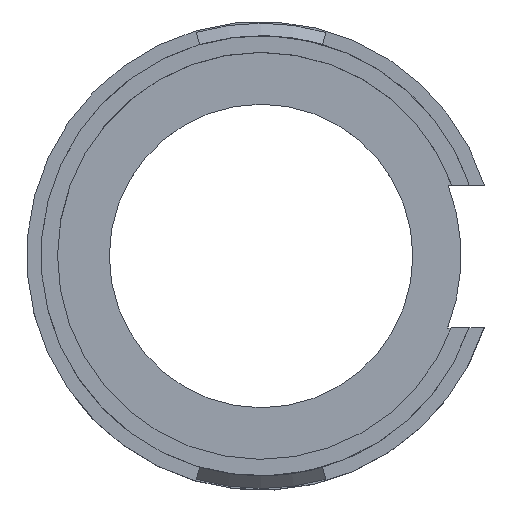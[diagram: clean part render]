
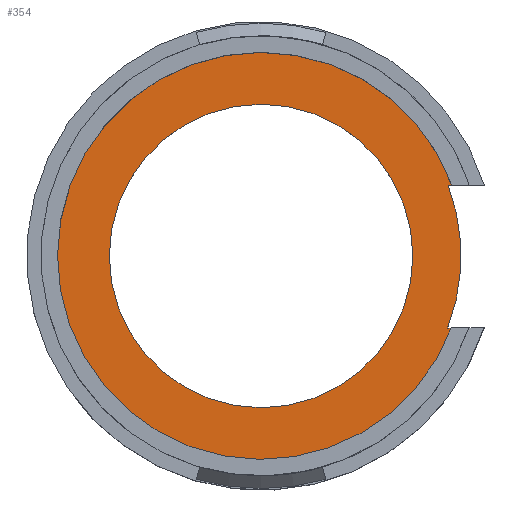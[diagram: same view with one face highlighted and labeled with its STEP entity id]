
A CAD part, top view. The second image highlights one B-rep face of the part: STEP entity #354.
In plain terms, the highlighted planar face has unit normal (0, 0, 1).
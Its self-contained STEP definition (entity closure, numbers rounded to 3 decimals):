
#25=FACE_BOUND('',#54,.T.);
#33=FACE_OUTER_BOUND('',#53,.T.);
#53=EDGE_LOOP('',(#288,#289,#290,#291));
#54=EDGE_LOOP('',(#292));
#69=CIRCLE('',#386,11.2);
#79=CIRCLE('',#401,11.4);
#80=CIRCLE('',#402,8.5);
#86=LINE('',#541,#119);
#94=LINE('',#558,#127);
#119=VECTOR('',#431,10.);
#127=VECTOR('',#445,10.);
#155=VERTEX_POINT('',#539);
#156=VERTEX_POINT('',#540);
#161=VERTEX_POINT('',#553);
#162=VERTEX_POINT('',#557);
#179=VERTEX_POINT('',#602);
#189=EDGE_CURVE('',#155,#156,#86,.T.);
#196=EDGE_CURVE('',#161,#155,#69,.T.);
#198=EDGE_CURVE('',#162,#161,#94,.T.);
#221=EDGE_CURVE('',#162,#156,#79,.F.);
#222=EDGE_CURVE('',#179,#179,#80,.T.);
#288=ORIENTED_EDGE('',*,*,#189,.T.);
#289=ORIENTED_EDGE('',*,*,#221,.F.);
#290=ORIENTED_EDGE('',*,*,#198,.T.);
#291=ORIENTED_EDGE('',*,*,#196,.T.);
#292=ORIENTED_EDGE('',*,*,#222,.T.);
#341=PLANE('',#400);
#354=ADVANCED_FACE('',(#33,#25),#341,.F.);
#386=AXIS2_PLACEMENT_3D('',#554,#440,#441);
#400=AXIS2_PLACEMENT_3D('',#600,#483,#484);
#401=AXIS2_PLACEMENT_3D('',#601,#485,#486);
#402=AXIS2_PLACEMENT_3D('',#603,#487,#488);
#431=DIRECTION('',(1.,0.,0.));
#440=DIRECTION('center_axis',(0.,0.,1.));
#441=DIRECTION('ref_axis',(1.,0.,0.));
#445=DIRECTION('',(-1.,0.,0.));
#483=DIRECTION('center_axis',(0.,0.,-1.));
#484=DIRECTION('ref_axis',(1.,0.,0.));
#485=DIRECTION('center_axis',(0.,0.,1.));
#486=DIRECTION('ref_axis',(1.,0.,0.));
#487=DIRECTION('center_axis',(0.,0.,-1.));
#488=DIRECTION('ref_axis',(1.,0.,0.));
#539=CARTESIAN_POINT('',(10.475,3.965,13.74));
#540=CARTESIAN_POINT('',(10.688,3.965,13.74));
#541=CARTESIAN_POINT('',(5.237,3.965,13.74));
#553=CARTESIAN_POINT('',(10.448,-4.035,13.74));
#554=CARTESIAN_POINT('Origin',(0.,0.,13.74));
#557=CARTESIAN_POINT('',(10.662,-4.035,13.74));
#558=CARTESIAN_POINT('',(7.825,-4.035,13.74));
#600=CARTESIAN_POINT('Origin',(0.,0.,
13.74));
#601=CARTESIAN_POINT('Origin',(0.,0.,
13.74));
#602=CARTESIAN_POINT('',(-8.5,0.,13.74));
#603=CARTESIAN_POINT('Origin',(0.,0.,
13.74));
